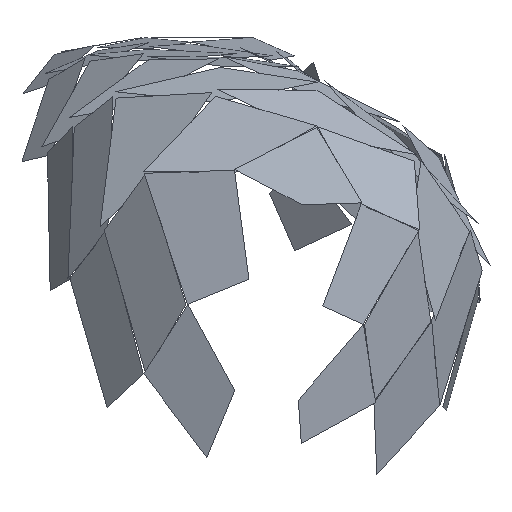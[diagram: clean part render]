
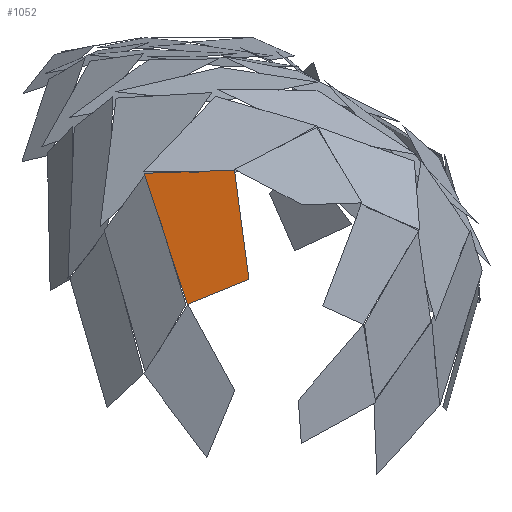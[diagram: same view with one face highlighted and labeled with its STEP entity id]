
A CAD part, left-side view. The second image highlights one B-rep face of the part: STEP entity #1052.
In plain terms, the highlighted planar face has unit normal (0.969, -0.234, -0.082).
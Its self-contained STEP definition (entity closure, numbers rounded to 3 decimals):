
#73=FACE_OUTER_BOUND('',#116,.T.);
#116=EDGE_LOOP('',(#896,#897,#898,#899));
#216=LINE('',#1651,#386);
#217=LINE('',#1653,#387);
#218=LINE('',#1655,#388);
#219=LINE('',#1656,#389);
#386=VECTOR('',#1336,10.);
#387=VECTOR('',#1337,10.);
#388=VECTOR('',#1338,10.);
#389=VECTOR('',#1339,10.);
#556=VERTEX_POINT('',#1649);
#557=VERTEX_POINT('',#1650);
#558=VERTEX_POINT('',#1652);
#559=VERTEX_POINT('',#1654);
#726=EDGE_CURVE('',#556,#557,#216,.T.);
#727=EDGE_CURVE('',#557,#558,#217,.T.);
#728=EDGE_CURVE('',#558,#559,#218,.T.);
#729=EDGE_CURVE('',#559,#556,#219,.T.);
#896=ORIENTED_EDGE('',*,*,#726,.T.);
#897=ORIENTED_EDGE('',*,*,#727,.T.);
#898=ORIENTED_EDGE('',*,*,#728,.T.);
#899=ORIENTED_EDGE('',*,*,#729,.T.);
#1009=PLANE('',#1194);
#1052=ADVANCED_FACE('',(#73),#1009,.T.);
#1194=AXIS2_PLACEMENT_3D('',#1648,#1334,#1335);
#1334=DIRECTION('center_axis',(0.969,-0.234,-0.082));
#1335=DIRECTION('ref_axis',(-0.234,-0.972,0.));
#1336=DIRECTION('',(-0.231,-0.972,0.034));
#1337=DIRECTION('',(-0.114,-0.131,-0.985));
#1338=DIRECTION('',(0.188,0.909,-0.371));
#1339=DIRECTION('',(0.154,0.311,0.938));
#1648=CARTESIAN_POINT('Origin',(-102.054,157.512,1126.889));
#1649=CARTESIAN_POINT('',(-102.054,157.512,1126.889));
#1650=CARTESIAN_POINT('',(-110.167,123.43,1128.081));
#1651=CARTESIAN_POINT('',(-102.054,157.512,1126.889));
#1652=CARTESIAN_POINT('',(-114.95,117.966,1086.891));
#1653=CARTESIAN_POINT('',(-110.167,123.43,1128.081));
#1654=CARTESIAN_POINT('',(-110.17,141.095,1077.455));
#1655=CARTESIAN_POINT('',(-114.95,117.966,1086.891));
#1656=CARTESIAN_POINT('',(-110.17,141.095,1077.455));
